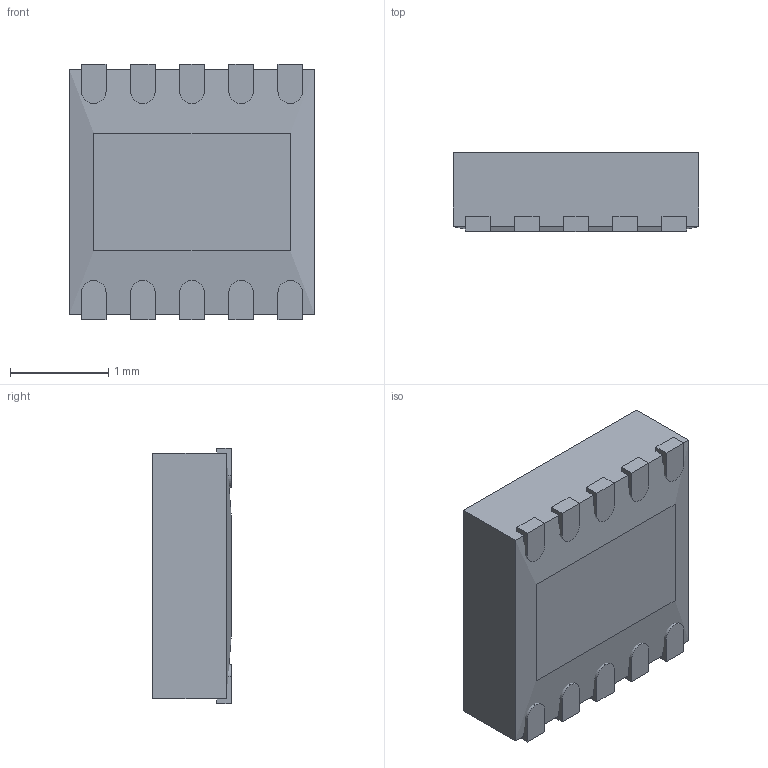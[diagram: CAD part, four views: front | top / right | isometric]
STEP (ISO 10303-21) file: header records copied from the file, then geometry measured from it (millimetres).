
FILE_DESCRIPTION (( 'STEP AP214' ), '1' );
FILE_NAME ( 'SON11P50_250X250X80L40X25T200X120.STEP', '2017-06-12T22:38:36', ( '' ), ( '' ), 'Part was generated with the free Library Expert Lite available at www.PCBLibraries.com. Removing line will violate the End User License Agreement.', '©2017 PCB Libraries, Inc.', '' );
FILE_SCHEMA (( 'AUTOMOTIVE_DESIGN' ));
Length unit declared in the file: millimetre
Products named in the file (1): SON11P50_250X250X80L40X25T200X120
Bounding box: 2.5 x 0.8 x 2.6 mm (x, y, z)
Volume: 4.8 mm3; surface area: 30.5 mm2
Topology: 12 solids, 12 shells, 110 faces, 254 edges, 169 vertices
Faces by surface type: plane 88, cylinder 20, torus 2
Entity records: 3531 total; most frequent: CARTESIAN_POINT 531, DIRECTION 520, ORIENTED_EDGE 504, EDGE_CURVE 252, VECTOR 206, LINE 206, VERTEX_POINT 168, AXIS2_PLACEMENT_3D 157
